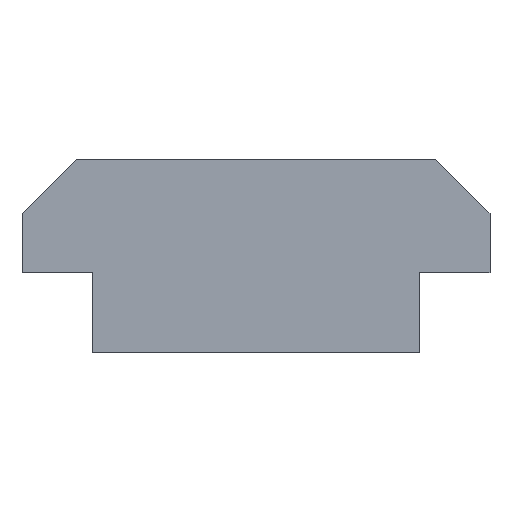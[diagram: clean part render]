
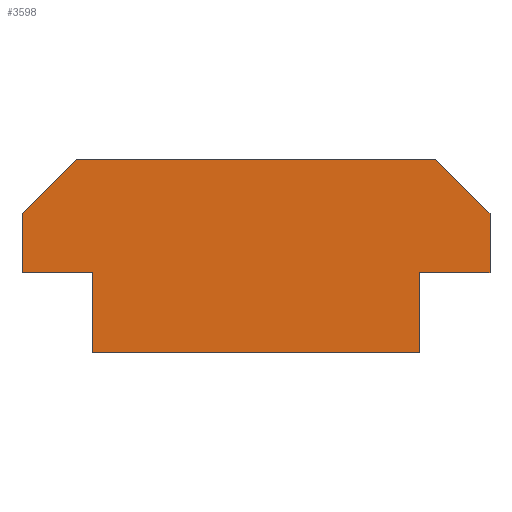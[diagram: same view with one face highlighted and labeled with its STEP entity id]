
A CAD part, front view. The second image highlights one B-rep face of the part: STEP entity #3598.
In plain terms, the highlighted planar face has unit normal (0, -1, 0).
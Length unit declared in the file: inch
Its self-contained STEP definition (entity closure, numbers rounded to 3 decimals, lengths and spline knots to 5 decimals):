
#437 = EDGE_CURVE ( 'NONE', #2998, #1309, #7679, .T. ) ;
#668 = EDGE_CURVE ( 'NONE', #8171, #3380, #6769, .T. ) ;
#741 = VECTOR ( 'NONE', #5298, 39.37008 ) ;
#858 = LINE ( 'NONE', #5850, #7754 ) ;
#986 = DIRECTION ( 'NONE',  ( 0., 0., -1. ) ) ;
#1106 = DIRECTION ( 'NONE',  ( 1., 0., 0. ) ) ;
#1122 = DIRECTION ( 'NONE',  ( 0., 0., -1. ) ) ;
#1127 = LINE ( 'NONE', #5845, #2816 ) ;
#1242 = CARTESIAN_POINT ( 'NONE',  ( 0.12257, 1., 0. ) ) ;
#1282 = VERTEX_POINT ( 'NONE', #4507 ) ;
#1309 = VERTEX_POINT ( 'NONE', #3692 ) ;
#1464 = CARTESIAN_POINT ( 'NONE',  ( -0.13447, 1., -0.215 ) ) ;
#1610 = AXIS2_PLACEMENT_3D ( 'NONE', #7454, #4099, #1635 ) ;
#1635 = DIRECTION ( 'NONE',  ( 0., 0., 1. ) ) ;
#1721 = DIRECTION ( 'NONE',  ( 1., 0., 0. ) ) ;
#1873 = ORIENTED_EDGE ( 'NONE', *, *, #437, .F. ) ;
#2018 = CARTESIAN_POINT ( 'NONE',  ( 0.04027, 1., -0.04027 ) ) ;
#2157 = VERTEX_POINT ( 'NONE', #3239 ) ;
#2406 = LINE ( 'NONE', #2658, #7594 ) ;
#2485 = EDGE_CURVE ( 'NONE', #8171, #7041, #5970, .T. ) ;
#2658 = CARTESIAN_POINT ( 'NONE',  ( -0.04027, 1., -0.04027 ) ) ;
#2775 = CARTESIAN_POINT ( 'NONE',  ( -0.175, 1., -0.3 ) ) ;
#2816 = VECTOR ( 'NONE', #1721, 39.37008 ) ;
#2952 = ORIENTED_EDGE ( 'NONE', *, *, #7860, .F. ) ;
#2998 = VERTEX_POINT ( 'NONE', #4949 ) ;
#3239 = CARTESIAN_POINT ( 'NONE',  ( 0.12257, 1., -0.3 ) ) ;
#3380 = VERTEX_POINT ( 'NONE', #1464 ) ;
#3444 = LINE ( 'NONE', #1242, #8238 ) ;
#3454 = VERTEX_POINT ( 'NONE', #4863 ) ;
#3598 = ADVANCED_FACE ( 'NONE', ( #4266 ), #4130, .F. ) ;
#3692 = CARTESIAN_POINT ( 'NONE',  ( 0.175, 1., -0.3 ) ) ;
#3747 = ORIENTED_EDGE ( 'NONE', *, *, #9098, .F. ) ;
#3918 = VECTOR ( 'NONE', #986, 39.37008 ) ;
#3999 = LINE ( 'NONE', #4479, #7114 ) ;
#4099 = DIRECTION ( 'NONE',  ( 0., 1., 0. ) ) ;
#4130 = PLANE ( 'NONE',  #1610 ) ;
#4152 = VECTOR ( 'NONE', #1122, 39.37008 ) ;
#4266 = FACE_OUTER_BOUND ( 'NONE', #6300, .T. ) ;
#4351 = LINE ( 'NONE', #7709, #9854 ) ;
#4438 = CARTESIAN_POINT ( 'NONE',  ( 0.175, 1., 0. ) ) ;
#4479 = CARTESIAN_POINT ( 'NONE',  ( 0., 1., -0.215 ) ) ;
#4507 = CARTESIAN_POINT ( 'NONE',  ( -0.12257, 1., -0.3 ) ) ;
#4558 = ORIENTED_EDGE ( 'NONE', *, *, #6566, .T. ) ;
#4638 = LINE ( 'NONE', #10337, #741 ) ;
#4863 = CARTESIAN_POINT ( 'NONE',  ( 0.13447, 1., -0.215 ) ) ;
#4949 = CARTESIAN_POINT ( 'NONE',  ( 0.175, 1., -0.25553 ) ) ;
#5237 = CARTESIAN_POINT ( 'NONE',  ( -0.175, 1., -0.25553 ) ) ;
#5298 = DIRECTION ( 'NONE',  ( 0., 0., -1. ) ) ;
#5418 = EDGE_CURVE ( 'NONE', #3454, #3380, #3999, .T. ) ;
#5785 = DIRECTION ( 'NONE',  ( -1., 0., 0. ) ) ;
#5845 = CARTESIAN_POINT ( 'NONE',  ( 0., 1., -0.3 ) ) ;
#5850 = CARTESIAN_POINT ( 'NONE',  ( 0., 1., -0.3 ) ) ;
#5970 = LINE ( 'NONE', #7764, #4152 ) ;
#6246 = ORIENTED_EDGE ( 'NONE', *, *, #5418, .T. ) ;
#6300 = EDGE_LOOP ( 'NONE', ( #6563, #6246, #8941, #9951, #4558, #9768, #8751, #3747, #2952, #1873 ) ) ;
#6563 = ORIENTED_EDGE ( 'NONE', *, *, #8719, .T. ) ;
#6566 = EDGE_CURVE ( 'NONE', #7041, #1282, #1127, .T. ) ;
#6578 = CARTESIAN_POINT ( 'NONE',  ( 0.12257, 1., -0.36 ) ) ;
#6769 = LINE ( 'NONE', #2018, #6884 ) ;
#6884 = VECTOR ( 'NONE', #7856, 39.37008 ) ;
#7041 = VERTEX_POINT ( 'NONE', #2775 ) ;
#7114 = VECTOR ( 'NONE', #8659, 39.37008 ) ;
#7140 = EDGE_CURVE ( 'NONE', #1282, #10371, #4638, .T. ) ;
#7454 = CARTESIAN_POINT ( 'NONE',  ( 0., 1., 0. ) ) ;
#7594 = VECTOR ( 'NONE', #10841, 39.37008 ) ;
#7679 = LINE ( 'NONE', #4438, #3918 ) ;
#7709 = CARTESIAN_POINT ( 'NONE',  ( 0., 1., -0.36 ) ) ;
#7754 = VECTOR ( 'NONE', #5785, 39.37008 ) ;
#7764 = CARTESIAN_POINT ( 'NONE',  ( -0.175, 1., 0. ) ) ;
#7797 = DIRECTION ( 'NONE',  ( 0., 0., -1. ) ) ;
#7856 = DIRECTION ( 'NONE',  ( 0.707, 0., 0.707 ) ) ;
#7860 = EDGE_CURVE ( 'NONE', #1309, #2157, #858, .T. ) ;
#8171 = VERTEX_POINT ( 'NONE', #5237 ) ;
#8238 = VECTOR ( 'NONE', #7797, 39.37008 ) ;
#8659 = DIRECTION ( 'NONE',  ( -1., 0., 0. ) ) ;
#8719 = EDGE_CURVE ( 'NONE', #2998, #3454, #2406, .T. ) ;
#8751 = ORIENTED_EDGE ( 'NONE', *, *, #8888, .T. ) ;
#8888 = EDGE_CURVE ( 'NONE', #10371, #9576, #4351, .T. ) ;
#8941 = ORIENTED_EDGE ( 'NONE', *, *, #668, .F. ) ;
#9098 = EDGE_CURVE ( 'NONE', #2157, #9576, #3444, .T. ) ;
#9576 = VERTEX_POINT ( 'NONE', #6578 ) ;
#9768 = ORIENTED_EDGE ( 'NONE', *, *, #7140, .T. ) ;
#9854 = VECTOR ( 'NONE', #1106, 39.37008 ) ;
#9951 = ORIENTED_EDGE ( 'NONE', *, *, #2485, .T. ) ;
#10337 = CARTESIAN_POINT ( 'NONE',  ( -0.12257, 1., 0. ) ) ;
#10371 = VERTEX_POINT ( 'NONE', #10601 ) ;
#10601 = CARTESIAN_POINT ( 'NONE',  ( -0.12257, 1., -0.36 ) ) ;
#10841 = DIRECTION ( 'NONE',  ( -0.707, 0., 0.707 ) ) ;
